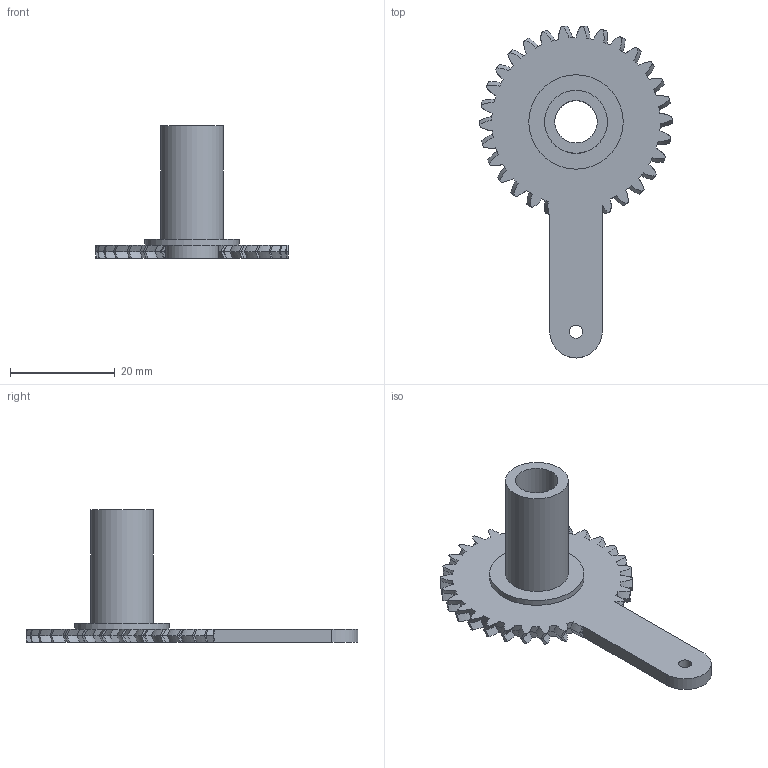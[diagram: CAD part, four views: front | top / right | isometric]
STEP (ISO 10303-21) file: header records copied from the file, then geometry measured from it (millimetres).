
FILE_DESCRIPTION(/* description */ (''),/* implementation_level */ '2;1');
FILE_NAME(/* name */ 'upper gear.step',/* time_stamp */ '2022-09-18T21:25:42+02:00',/* author */ (''),/* organization */ (''),/* preprocessor_version */ 'ST-DEVELOPER v19',/* originating_system */ 'Autodesk Translation Framework v11.7.0.108',/* authorisation */ '');
FILE_SCHEMA (('AUTOMOTIVE_DESIGN { 1 0 10303 214 3 1 1 }'));
Length unit declared in the file: millimetre
Products named in the file (1): upper gear
Bounding box: 36.64 x 63.3 x 25.25 mm (x, y, z)
Volume: 4365.1 mm3; surface area: 4439.9 mm2
Topology: 1 solids, 1 shells, 233 faces, 577 edges, 348 vertices
Faces by surface type: bspline 222, plane 6, cylinder 5
Full cylindrical faces by diameter (mm): 2.5 x1, 8.1 x1, 12 x1, 18 x1
Entity records: 17726 total; most frequent: CARTESIAN_POINT 13674, ORIENTED_EDGE 1154, EDGE_CURVE 577, DIRECTION 384, VERTEX_POINT 348, EDGE_LOOP 239, FACE_OUTER_BOUND 233, ADVANCED_FACE 233
